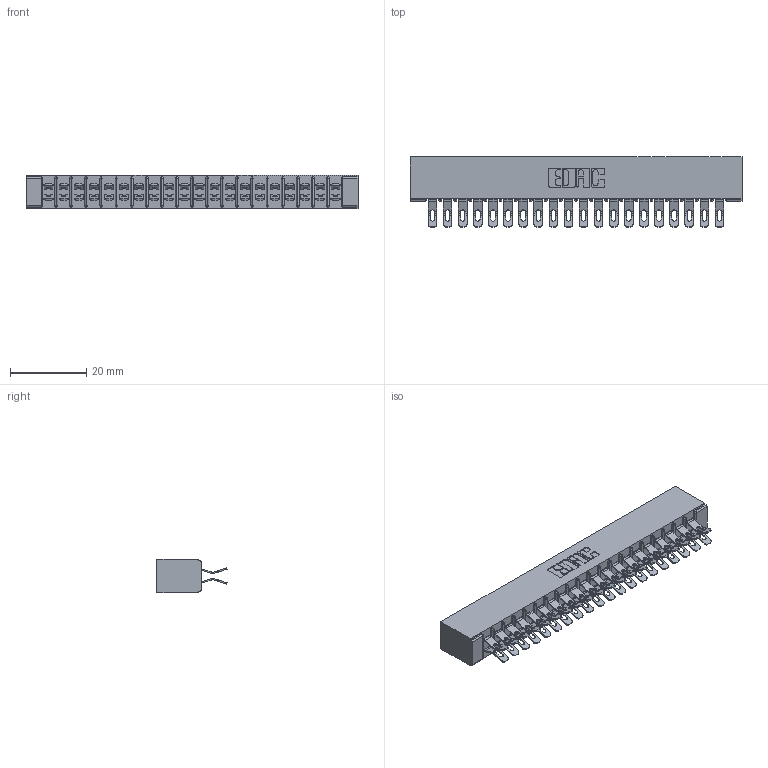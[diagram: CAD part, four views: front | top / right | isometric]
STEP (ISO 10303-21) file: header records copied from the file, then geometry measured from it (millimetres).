
FILE_DESCRIPTION (( 'STEP AP203' ), '1' );
FILE_NAME ('305-040-555-201.STEP', '2019-09-09T19:03:53', ( '' ), ( '' ), 'SwSTEP 2.0', 'SolidWorks 2016', '' );
FILE_SCHEMA (( 'CONFIG_CONTROL_DESIGN' ));
Length unit declared in the file: inch
Products named in the file (3): 305 Part_No Mounting; 305-040-555-201; 305-290-001_555
Assembly tree (41 placements, depth 2):
  305-040-555-201
    305 Part_No Mounting
    305-290-001_555  x40
Bounding box: 87.12 x 18.41 x 8.71 mm (x, y, z)
Volume: 5771.9 mm3; surface area: 12035.7 mm2
Topology: 41 solids, 41 shells, 2748 faces, 8192 edges, 5352 vertices
Faces by surface type: plane 1344, cylinder 1324, sphere 80
Entity records: 24679 total; most frequent: CARTESIAN_POINT 4100, ORIENTED_EDGE 4056, DIRECTION 3976, EDGE_CURVE 2028, LINE 1600, VECTOR 1600, VERTEX_POINT 1296, AXIS2_PLACEMENT_3D 1188
